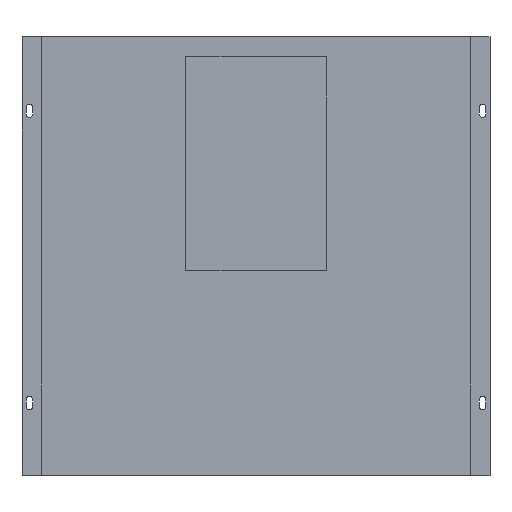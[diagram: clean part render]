
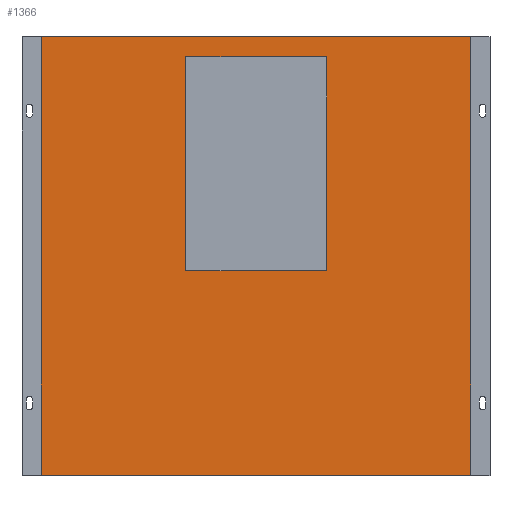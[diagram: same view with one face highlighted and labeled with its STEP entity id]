
A CAD part, top view. The second image highlights one B-rep face of the part: STEP entity #1366.
In plain terms, the highlighted planar face has unit normal (0, 0, 1).
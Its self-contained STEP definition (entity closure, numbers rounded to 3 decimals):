
#1327=CARTESIAN_POINT('',(320.0,0.0,344.0));
#1328=DIRECTION('',(0.0,0.0,1.0));
#1329=DIRECTION('',(1.0,0.0,0.0));
#1330=AXIS2_PLACEMENT_3D('',#1327,#1328,#1329);
#1331=PLANE('',#1330);
#1332=CARTESIAN_POINT('',(614.0,-300.0,344.0));
#1333=VERTEX_POINT('',#1332);
#1334=CARTESIAN_POINT('',(614.0,300.0,344.0));
#1335=VERTEX_POINT('',#1334);
#1336=CARTESIAN_POINT('',(614.0,-300.0,344.0));
#1337=DIRECTION('',(0.0,1.0,0.0));
#1338=VECTOR('',#1337,600.0);
#1339=LINE('',#1336,#1338);
#1340=EDGE_CURVE('',#1333,#1335,#1339,.T.);
#1341=ORIENTED_EDGE('',*,*,#1340,.T.);
#1342=CARTESIAN_POINT('',(26.0,300.0,344.0));
#1343=VERTEX_POINT('',#1342);
#1344=CARTESIAN_POINT('',(614.0,300.0,344.0));
#1345=DIRECTION('',(-1.0,0.0,0.0));
#1346=VECTOR('',#1345,588.0);
#1347=LINE('',#1344,#1346);
#1348=EDGE_CURVE('',#1335,#1343,#1347,.T.);
#1349=ORIENTED_EDGE('',*,*,#1348,.T.);
#1350=CARTESIAN_POINT('',(26.0,-300.0,344.0));
#1351=VERTEX_POINT('',#1350);
#1352=CARTESIAN_POINT('',(26.0,300.0,344.0));
#1353=DIRECTION('',(0.0,-1.0,0.0));
#1354=VECTOR('',#1353,600.0);
#1355=LINE('',#1352,#1354);
#1356=EDGE_CURVE('',#1343,#1351,#1355,.T.);
#1357=ORIENTED_EDGE('',*,*,#1356,.T.);
#1358=CARTESIAN_POINT('',(26.0,-300.0,344.0));
#1359=DIRECTION('',(1.0,0.0,0.0));
#1360=VECTOR('',#1359,588.0);
#1361=LINE('',#1358,#1360);
#1362=EDGE_CURVE('',#1351,#1333,#1361,.T.);
#1363=ORIENTED_EDGE('',*,*,#1362,.T.);
#1364=EDGE_LOOP('',(#1341,#1349,#1357,#1363));
#1365=FACE_OUTER_BOUND('',#1364,.T.);
#1366=ADVANCED_FACE('',(#1365),#1331,.T.);
